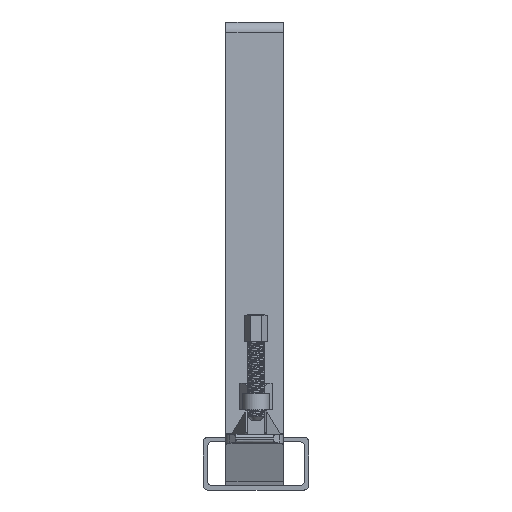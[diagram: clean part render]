
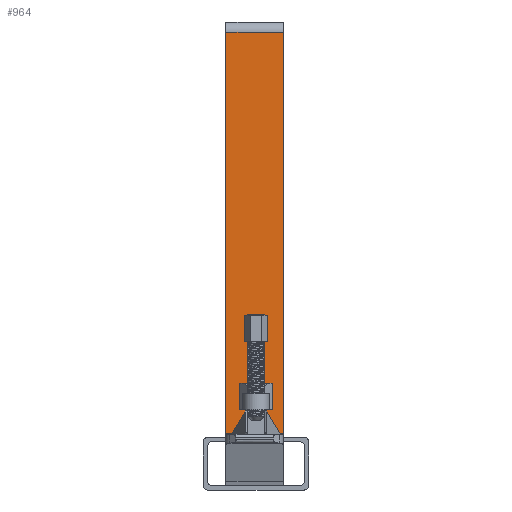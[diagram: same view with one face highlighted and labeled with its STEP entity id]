
A CAD part, front view. The second image highlights one B-rep face of the part: STEP entity #964.
In plain terms, the highlighted free-form (B-spline) face has degree [1, 1] with [2, 2] control points.
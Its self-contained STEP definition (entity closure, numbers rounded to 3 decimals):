
#406 = EDGE_CURVE('',#407,#409,#411,.T.);
#407 = VERTEX_POINT('',#408);
#408 = CARTESIAN_POINT('',(-61.978,252.305,
    61.472));
#409 = VERTEX_POINT('',#410);
#410 = CARTESIAN_POINT('',(56.25,252.305,
    61.472));
#411 = B_SPLINE_CURVE_WITH_KNOTS('',1,(#412,#413),.UNSPECIFIED.,.F.,.F.,
  (2,2),(0.,83.),.PIECEWISE_BEZIER_KNOTS.);
#412 = CARTESIAN_POINT('',(-61.978,252.305,
    61.472));
#413 = CARTESIAN_POINT('',(56.25,252.305,
    61.472));
#964 = ADVANCED_FACE('',(#965),#987,.F.);
#965 = FACE_BOUND('',#966,.T.);
#966 = EDGE_LOOP('',(#967,#974,#975,#982));
#967 = ORIENTED_EDGE('',*,*,#968,.F.);
#968 = EDGE_CURVE('',#407,#969,#971,.T.);
#969 = VERTEX_POINT('',#970);
#970 = CARTESIAN_POINT('',(-61.978,261.181,
    889.023));
#971 = B_SPLINE_CURVE_WITH_KNOTS('',1,(#972,#973),.UNSPECIFIED.,.F.,.F.,
  (2,2),(0.,581.),.PIECEWISE_BEZIER_KNOTS.);
#972 = CARTESIAN_POINT('',(-61.978,252.305,
    61.472));
#973 = CARTESIAN_POINT('',(-61.978,261.181,
    889.023));
#974 = ORIENTED_EDGE('',*,*,#406,.T.);
#975 = ORIENTED_EDGE('',*,*,#976,.F.);
#976 = EDGE_CURVE('',#977,#409,#979,.T.);
#977 = VERTEX_POINT('',#978);
#978 = CARTESIAN_POINT('',(56.25,261.181,
    889.023));
#979 = B_SPLINE_CURVE_WITH_KNOTS('',1,(#980,#981),.UNSPECIFIED.,.F.,.F.,
  (2,2),(0.,581.),.PIECEWISE_BEZIER_KNOTS.);
#980 = CARTESIAN_POINT('',(56.25,261.181,
    889.023));
#981 = CARTESIAN_POINT('',(56.25,252.305,
    61.472));
#982 = ORIENTED_EDGE('',*,*,#983,.F.);
#983 = EDGE_CURVE('',#969,#977,#984,.T.);
#984 = B_SPLINE_CURVE_WITH_KNOTS('',1,(#985,#986),.UNSPECIFIED.,.F.,.F.,
  (2,2),(0.,83.),.PIECEWISE_BEZIER_KNOTS.);
#985 = CARTESIAN_POINT('',(-61.978,261.181,
    889.023));
#986 = CARTESIAN_POINT('',(56.25,261.181,
    889.023));
#987 = B_SPLINE_SURFACE_WITH_KNOTS('',1,1,(
    (#988,#989)
    ,(#990,#991
    )),.UNSPECIFIED.,.F.,.F.,.F.,(2,2),(2,2),(15.,596.),(0.5
    ,83.5),.PIECEWISE_BEZIER_KNOTS.);
#988 = CARTESIAN_POINT('',(56.25,261.181,
    889.023));
#989 = CARTESIAN_POINT('',(-61.978,261.181,
    889.023));
#990 = CARTESIAN_POINT('',(56.25,252.305,
    61.472));
#991 = CARTESIAN_POINT('',(-61.978,252.305,
    61.472));
